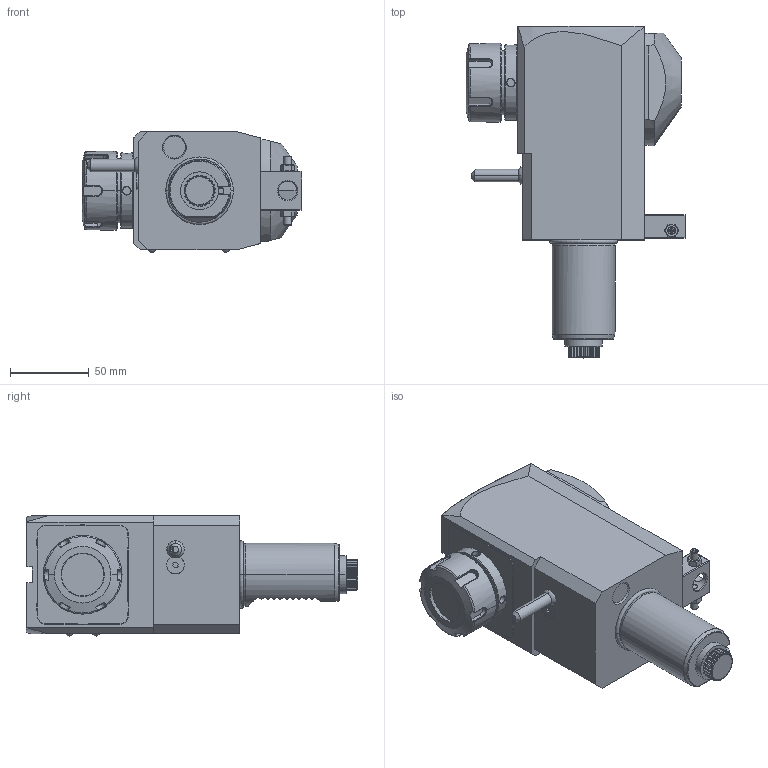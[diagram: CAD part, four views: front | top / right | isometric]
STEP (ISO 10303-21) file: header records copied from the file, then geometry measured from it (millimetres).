
FILE_DESCRIPTION((''),'2;1');
FILE_NAME('NGT1_40_231_32_2_2_100','2017-03-10T',('vali'),('NOVA GRUP'),'PRO/ENGINEER BY PARAMETRIC TECHNOLOGY CORPORATION, 2010280','PRO/ENGINEER BY PARAMETRIC TECHNOLOGY CORPORATION, 2010280','');
FILE_SCHEMA(('CONFIG_CONTROL_DESIGN'));
Length unit declared in the file: millimetre
Products named in the file (1): NGT1_40_231_32_2_2_100
Bounding box: 139.6 x 211 x 76.6 mm (x, y, z)
Volume: 1008740.7 mm3; surface area: 76805.7 mm2
Topology: 1 solids, 1 shells, 531 faces, 1437 edges, 918 vertices
Faces by surface type: plane 193, cylinder 185, cone 87, bspline 44, torus 14, sphere 6, extrusion 2
Entity records: 23735 total; most frequent: CARTESIAN_POINT 11259, ORIENTED_EDGE 2842, DIRECTION 2223, EDGE_CURVE 1421, VERTEX_POINT 918, AXIS2_PLACEMENT_3D 804, VECTOR 615, LINE 613
